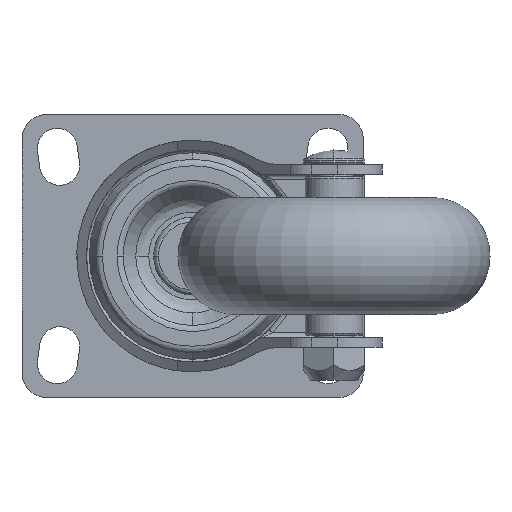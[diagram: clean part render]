
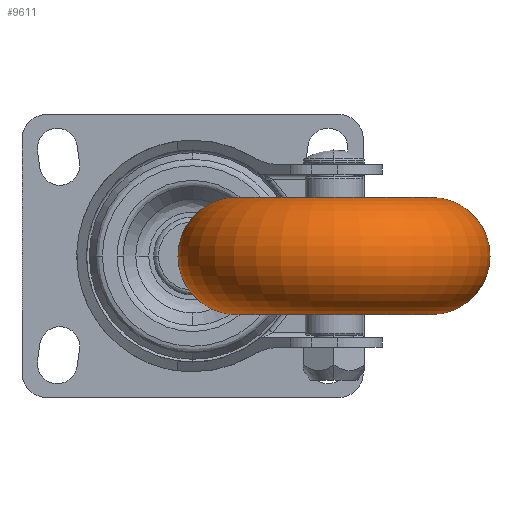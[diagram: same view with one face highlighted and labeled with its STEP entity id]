
A CAD part, front view. The second image highlights one B-rep face of the part: STEP entity #9611.
In plain terms, the highlighted toroidal (fillet/blend) face has major radius 20 mm and minor radius 12 mm.
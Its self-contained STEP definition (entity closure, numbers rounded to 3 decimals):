
#481 = EDGE_CURVE ( 'NONE', #7150, #16830, #13599, .T. ) ;
#512 = CARTESIAN_POINT ( 'NONE',  ( 9., -58.41, -12. ) ) ;
#579 = AXIS2_PLACEMENT_3D ( 'NONE', #5654, #5336, #3781 ) ;
#1465 = CARTESIAN_POINT ( 'NONE',  ( 9., -58.41, 0. ) ) ;
#1578 = DIRECTION ( 'NONE',  ( 1., 0., 0. ) ) ;
#2429 = EDGE_CURVE ( 'NONE', #16830, #5644, #14614, .T. ) ;
#2730 = DIRECTION ( 'NONE',  ( 0., 1., 0. ) ) ;
#3781 = DIRECTION ( 'NONE',  ( 1., 0., 0. ) ) ;
#4011 = ORIENTED_EDGE ( 'NONE', *, *, #4538, .T. ) ;
#4092 = DIRECTION ( 'NONE',  ( -1., 0., 0. ) ) ;
#4382 = FACE_OUTER_BOUND ( 'NONE', #12198, .T. ) ;
#4538 = EDGE_CURVE ( 'NONE', #6692, #5644, #17010, .T. ) ;
#4811 = AXIS2_PLACEMENT_3D ( 'NONE', #16443, #8023, #17851 ) ;
#5334 = ORIENTED_EDGE ( 'NONE', *, *, #17606, .T. ) ;
#5336 = DIRECTION ( 'NONE',  ( 0., 0., 1. ) ) ;
#5503 = CARTESIAN_POINT ( 'NONE',  ( 49., -58.41, 0. ) ) ;
#5644 = VERTEX_POINT ( 'NONE', #10760 ) ;
#5654 = CARTESIAN_POINT ( 'NONE',  ( 29., -58.41, 12. ) ) ;
#5689 = CIRCLE ( 'NONE', #4811, 20. ) ;
#5815 = CARTESIAN_POINT ( 'NONE',  ( 9., -58.41, 12. ) ) ;
#6064 = ORIENTED_EDGE ( 'NONE', *, *, #481, .F. ) ;
#6692 = VERTEX_POINT ( 'NONE', #15610 ) ;
#6903 = DIRECTION ( 'NONE',  ( 0., 0., -1. ) ) ;
#7150 = VERTEX_POINT ( 'NONE', #512 ) ;
#7200 = CARTESIAN_POINT ( 'NONE',  ( 29., -58.41, 0. ) ) ;
#7355 = AXIS2_PLACEMENT_3D ( 'NONE', #5503, #15314, #6903 ) ;
#8023 = DIRECTION ( 'NONE',  ( 0., 0., 1. ) ) ;
#9611 = ADVANCED_FACE ( 'NONE', ( #4382 ), #10944, .T. ) ;
#10185 = ORIENTED_EDGE ( 'NONE', *, *, #2429, .F. ) ;
#10760 = CARTESIAN_POINT ( 'NONE',  ( 49., -58.41, 12. ) ) ;
#10944 = TOROIDAL_SURFACE ( 'NONE', #16081, 20., 12. ) ;
#12198 = EDGE_LOOP ( 'NONE', ( #6064, #5334, #4011, #10185 ) ) ;
#13599 = CIRCLE ( 'NONE', #16024, 12. ) ;
#14122 = DIRECTION ( 'NONE',  ( 0., 0., 1. ) ) ;
#14614 = CIRCLE ( 'NONE', #579, 20. ) ;
#15314 = DIRECTION ( 'NONE',  ( 0., -1., 0. ) ) ;
#15610 = CARTESIAN_POINT ( 'NONE',  ( 49., -58.41, -12. ) ) ;
#16024 = AXIS2_PLACEMENT_3D ( 'NONE', #1465, #2730, #4092 ) ;
#16081 = AXIS2_PLACEMENT_3D ( 'NONE', #7200, #14122, #1578 ) ;
#16443 = CARTESIAN_POINT ( 'NONE',  ( 29., -58.41, -12. ) ) ;
#16830 = VERTEX_POINT ( 'NONE', #5815 ) ;
#17010 = CIRCLE ( 'NONE', #7355, 12. ) ;
#17606 = EDGE_CURVE ( 'NONE', #7150, #6692, #5689, .T. ) ;
#17851 = DIRECTION ( 'NONE',  ( 1., 0., 0. ) ) ;
